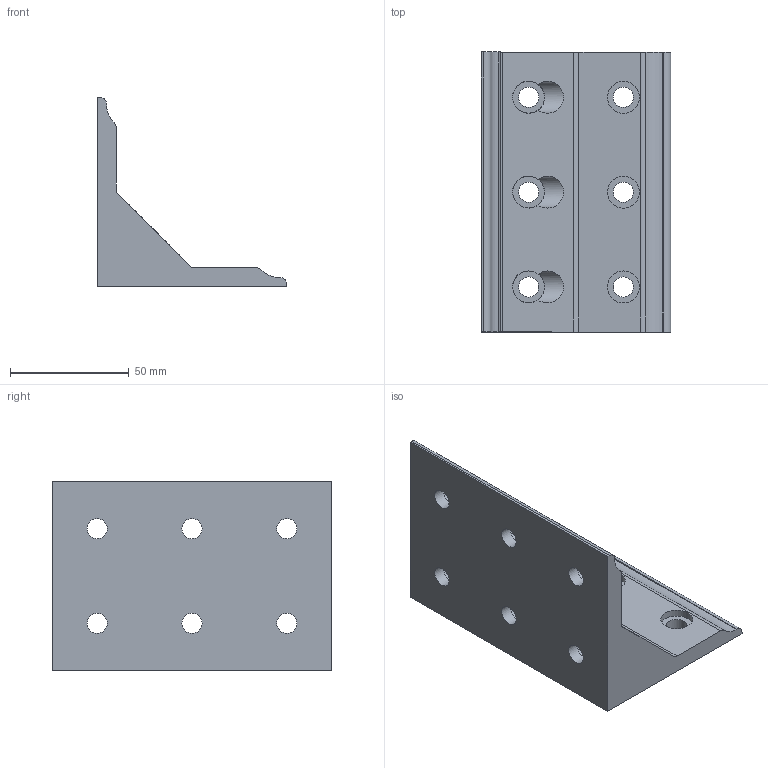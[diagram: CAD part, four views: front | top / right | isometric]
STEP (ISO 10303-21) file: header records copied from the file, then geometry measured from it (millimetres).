
FILE_DESCRIPTION(('STEP AP203'),'2;1');
FILE_NAME('30.031.00.stp','2011-03-21T16:19:20',(''),(''),'2009.3.110','THINKDESIGN','');
FILE_SCHEMA(('CONFIG_CONTROL_DESIGN'));
Length unit declared in the file: millimetre
Bounding box: 80 x 118 x 80 mm (x, y, z)
Volume: 173859.1 mm3; surface area: 42598.1 mm2
Topology: 1 solids, 1 shells, 61 faces, 189 edges, 139 vertices
Faces by surface type: cylinder 38, plane 23
Full cylindrical faces by diameter (mm): 8.5 x12, 13.5 x12
Entity records: 2545 total; most frequent: CARTESIAN_POINT 611, DIRECTION 399, ORIENTED_EDGE 378, EDGE_CURVE 189, AXIS2_PLACEMENT_3D 170, VERTEX_POINT 139, CIRCLE 100, EDGE_LOOP 94
